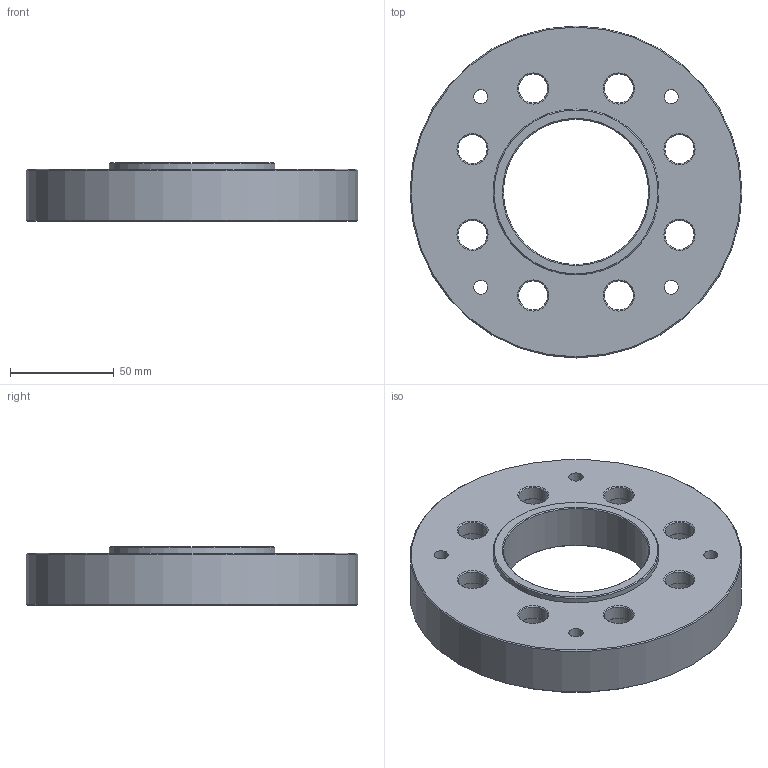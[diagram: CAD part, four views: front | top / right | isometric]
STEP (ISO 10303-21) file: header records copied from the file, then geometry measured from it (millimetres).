
FILE_DESCRIPTION(/* description */ ('Unknown'),/* implementation_level */ '2;1');
FILE_NAME(/* name */ 'SAM-BRICOCE-KAF37-Anneau IE2-Bride centrage-réducteur compact KAF37',/* time_stamp */ '2022-05-24T11:00:26+02:00',/* author */ ('Unknown'),/* organization */ ('MCPI'),/* preprocessor_version */ 'ST-DEVELOPER v16.7',/* originating_system */ 'DEX',/* authorisation */ $);
FILE_SCHEMA (('AUTOMOTIVE_DESIGN {1 0 10303 214 3 1 1}'));
Length unit declared in the file: millimetre
Products named in the file (1): SAM-BRICOCE-KAF37-Anneau IE2-Bride centrage-réducteur compact KAF37
Bounding box: 160 x 160 x 28 mm (x, y, z)
Volume: 329192.7 mm3; surface area: 60402.9 mm2
Topology: 1 solids, 1 shells, 80 faces, 212 edges, 136 vertices
Faces by surface type: cone 37, cylinder 31, plane 12
Full cylindrical faces by diameter (mm): 6.8 x4, 14 x8, 20 x8, 70 x1, 80 x1, 160 x1
Entity records: 2686 total; most frequent: DIRECTION 392, CARTESIAN_POINT 375, ORIENTED_EDGE 278, AXIS2_PLACEMENT_3D 188, EDGE_LOOP 152, FACE_BOUND 152, EDGE_CURVE 139, CIRCLE 107
